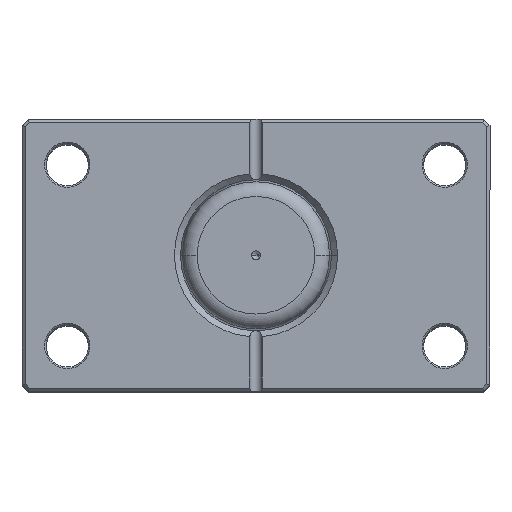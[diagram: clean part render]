
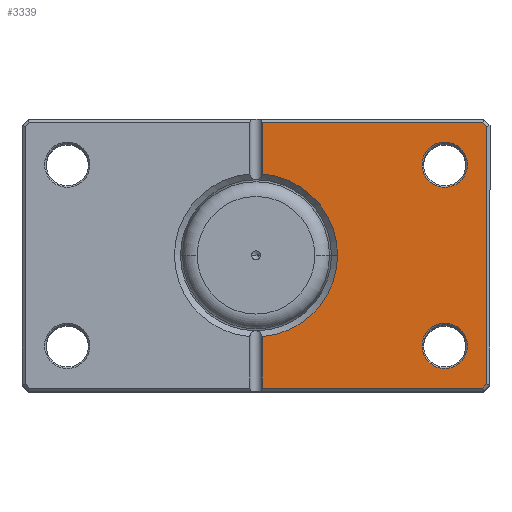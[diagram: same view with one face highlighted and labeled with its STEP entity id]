
A CAD part, top view. The second image highlights one B-rep face of the part: STEP entity #3339.
In plain terms, the highlighted face is planar.
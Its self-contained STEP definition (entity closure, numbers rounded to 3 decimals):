
#4 = EDGE_CURVE ( 'NONE', #3824, #1464, #5059, .T. ) ;
#78 = AXIS2_PLACEMENT_3D ( 'NONE', #3742, #922, #4205 ) ;
#290 = EDGE_CURVE ( 'NONE', #1749, #3354, #4080, .T. ) ;
#392 = DIRECTION ( 'NONE',  ( 0., 0., 1. ) ) ;
#411 = CIRCLE ( 'NONE', #3365, 7.5 ) ;
#503 = CARTESIAN_POINT ( 'NONE',  ( -62.5, 30., 0. ) ) ;
#513 = DIRECTION ( 'NONE',  ( 0., 0., 1. ) ) ;
#655 = EDGE_CURVE ( 'NONE', #3338, #2487, #856, .T. ) ;
#685 = LINE ( 'NONE', #1415, #5559 ) ;
#696 = AXIS2_PLACEMENT_3D ( 'NONE', #1137, #4412, #1599 ) ;
#773 = CIRCLE ( 'NONE', #5211, 27. ) ;
#793 = EDGE_CURVE ( 'NONE', #2487, #3338, #411, .T. ) ;
#812 = CARTESIAN_POINT ( 'NONE',  ( -62.5, 30., 0. ) ) ;
#830 = DIRECTION ( 'NONE',  ( 0., 0., 1. ) ) ;
#844 = DIRECTION ( 'NONE',  ( 1., 0., 0. ) ) ;
#856 = CIRCLE ( 'NONE', #6050, 7.5 ) ;
#866 = CARTESIAN_POINT ( 'NONE',  ( -2., 44., 0. ) ) ;
#878 = VERTEX_POINT ( 'NONE', #2568 ) ;
#922 = DIRECTION ( 'NONE',  ( 0., 0., 1. ) ) ;
#1007 = DIRECTION ( 'NONE',  ( 0., 0., 1. ) ) ;
#1045 = VERTEX_POINT ( 'NONE', #3029 ) ;
#1137 = CARTESIAN_POINT ( 'NONE',  ( 0., 0., 0. ) ) ;
#1296 = EDGE_CURVE ( 'NONE', #3354, #2208, #3706, .T. ) ;
#1321 = DIRECTION ( 'NONE',  ( 0., -1., 0. ) ) ;
#1337 = CARTESIAN_POINT ( 'NONE',  ( -75.086, -44., 0. ) ) ;
#1359 = FACE_BOUND ( 'NONE', #5011, .T. ) ;
#1414 = AXIS2_PLACEMENT_3D ( 'NONE', #3199, #392, #3674 ) ;
#1415 = CARTESIAN_POINT ( 'NONE',  ( -59.543, -59.543, 0. ) ) ;
#1464 = VERTEX_POINT ( 'NONE', #5128 ) ;
#1466 = EDGE_CURVE ( 'NONE', #1464, #6065, #4344, .T. ) ;
#1472 = DIRECTION ( 'NONE',  ( 1., 0., 0. ) ) ;
#1480 = CARTESIAN_POINT ( 'NONE',  ( -55., -30., 0. ) ) ;
#1543 = ORIENTED_EDGE ( 'NONE', *, *, #4, .T. ) ;
#1549 = VERTEX_POINT ( 'NONE', #1655 ) ;
#1578 = VECTOR ( 'NONE', #2738, 1000. ) ;
#1599 = DIRECTION ( 'NONE',  ( 1., 0., 0. ) ) ;
#1624 = AXIS2_PLACEMENT_3D ( 'NONE', #3822, #1007, #4288 ) ;
#1655 = CARTESIAN_POINT ( 'NONE',  ( -27., 0., 0. ) ) ;
#1662 = ORIENTED_EDGE ( 'NONE', *, *, #2950, .T. ) ;
#1701 = DIRECTION ( 'NONE',  ( 0.707, 0.707, 0. ) ) ;
#1702 = VERTEX_POINT ( 'NONE', #3793 ) ;
#1749 = VERTEX_POINT ( 'NONE', #4281 ) ;
#2084 = VECTOR ( 'NONE', #3527, 1000. ) ;
#2208 = VERTEX_POINT ( 'NONE', #3737 ) ;
#2306 = VECTOR ( 'NONE', #1321, 1000. ) ;
#2437 = CARTESIAN_POINT ( 'NONE',  ( -55., 30., 0. ) ) ;
#2459 = FACE_OUTER_BOUND ( 'NONE', #5805, .T. ) ;
#2487 = VERTEX_POINT ( 'NONE', #2437 ) ;
#2568 = CARTESIAN_POINT ( 'NONE',  ( -76.5, 42.586, 0. ) ) ;
#2738 = DIRECTION ( 'NONE',  ( 1., 0., 0. ) ) ;
#2825 = LINE ( 'NONE', #5015, #5195 ) ;
#2950 = EDGE_CURVE ( 'NONE', #2208, #1549, #3052, .T. ) ;
#3029 = CARTESIAN_POINT ( 'NONE',  ( -76.5, -42.586, 0. ) ) ;
#3052 = CIRCLE ( 'NONE', #696, 27. ) ;
#3199 = CARTESIAN_POINT ( 'NONE',  ( 0., 0., 0. ) ) ;
#3214 = ORIENTED_EDGE ( 'NONE', *, *, #5054, .T. ) ;
#3294 = DIRECTION ( 'NONE',  ( -0.707, 0.707, 0. ) ) ;
#3315 = CARTESIAN_POINT ( 'NONE',  ( 0., 0., 0. ) ) ;
#3338 = VERTEX_POINT ( 'NONE', #5006 ) ;
#3339 = ADVANCED_FACE ( 'NONE', ( #3710, #1359, #2459 ), #4586, .F. ) ;
#3354 = VERTEX_POINT ( 'NONE', #866 ) ;
#3365 = AXIS2_PLACEMENT_3D ( 'NONE', #812, #830, #844 ) ;
#3411 = CIRCLE ( 'NONE', #78, 7.5 ) ;
#3434 = ORIENTED_EDGE ( 'NONE', *, *, #290, .T. ) ;
#3477 = ORIENTED_EDGE ( 'NONE', *, *, #793, .T. ) ;
#3513 = EDGE_CURVE ( 'NONE', #1549, #3824, #773, .T. ) ;
#3527 = DIRECTION ( 'NONE',  ( 0., 1., 0. ) ) ;
#3665 = CARTESIAN_POINT ( 'NONE',  ( -2., 45., 0. ) ) ;
#3674 = DIRECTION ( 'NONE',  ( 1., 0., 0. ) ) ;
#3706 = LINE ( 'NONE', #3665, #2306 ) ;
#3710 = FACE_BOUND ( 'NONE', #4403, .T. ) ;
#3737 = CARTESIAN_POINT ( 'NONE',  ( -2., 26.926, 0. ) ) ;
#3742 = CARTESIAN_POINT ( 'NONE',  ( -62.5, -30., 0. ) ) ;
#3756 = EDGE_CURVE ( 'NONE', #1045, #878, #5713, .T. ) ;
#3791 = VECTOR ( 'NONE', #4090, 1000. ) ;
#3793 = CARTESIAN_POINT ( 'NONE',  ( -70., -30., 0. ) ) ;
#3798 = DIRECTION ( 'NONE',  ( 1., 0., 0. ) ) ;
#3822 = CARTESIAN_POINT ( 'NONE',  ( -62.5, -30., 0. ) ) ;
#3824 = VERTEX_POINT ( 'NONE', #5033 ) ;
#4080 = LINE ( 'NONE', #5323, #1578 ) ;
#4090 = DIRECTION ( 'NONE',  ( 0., -1., 0. ) ) ;
#4131 = DIRECTION ( 'NONE',  ( -1., 0., 0. ) ) ;
#4196 = EDGE_CURVE ( 'NONE', #6065, #1045, #685, .T. ) ;
#4205 = DIRECTION ( 'NONE',  ( 1., 0., 0. ) ) ;
#4281 = CARTESIAN_POINT ( 'NONE',  ( -75.086, 44., 0. ) ) ;
#4288 = DIRECTION ( 'NONE',  ( 1., 0., 0. ) ) ;
#4344 = LINE ( 'NONE', #5611, #5463 ) ;
#4391 = ORIENTED_EDGE ( 'NONE', *, *, #3756, .T. ) ;
#4403 = EDGE_LOOP ( 'NONE', ( #3214, #5941 ) ) ;
#4412 = DIRECTION ( 'NONE',  ( 0., 0., 1. ) ) ;
#4479 = CARTESIAN_POINT ( 'NONE',  ( -76.5, 0., 0. ) ) ;
#4528 = ORIENTED_EDGE ( 'NONE', *, *, #3513, .T. ) ;
#4586 = PLANE ( 'NONE',  #1414 ) ;
#4757 = DIRECTION ( 'NONE',  ( 0., 0., 1. ) ) ;
#4763 = ORIENTED_EDGE ( 'NONE', *, *, #1296, .T. ) ;
#4880 = EDGE_CURVE ( 'NONE', #5074, #1702, #3411, .T. ) ;
#5006 = CARTESIAN_POINT ( 'NONE',  ( -70., 30., 0. ) ) ;
#5011 = EDGE_LOOP ( 'NONE', ( #5700, #3477 ) ) ;
#5015 = CARTESIAN_POINT ( 'NONE',  ( -59.543, 59.543, 0. ) ) ;
#5033 = CARTESIAN_POINT ( 'NONE',  ( -2., -26.926, 0. ) ) ;
#5054 = EDGE_CURVE ( 'NONE', #1702, #5074, #5351, .T. ) ;
#5059 = LINE ( 'NONE', #5364, #3791 ) ;
#5074 = VERTEX_POINT ( 'NONE', #1480 ) ;
#5128 = CARTESIAN_POINT ( 'NONE',  ( -2., -44., 0. ) ) ;
#5195 = VECTOR ( 'NONE', #1701, 1000. ) ;
#5211 = AXIS2_PLACEMENT_3D ( 'NONE', #3315, #513, #3798 ) ;
#5224 = ORIENTED_EDGE ( 'NONE', *, *, #4196, .T. ) ;
#5323 = CARTESIAN_POINT ( 'NONE',  ( 0., 44., 0. ) ) ;
#5351 = CIRCLE ( 'NONE', #1624, 7.5 ) ;
#5364 = CARTESIAN_POINT ( 'NONE',  ( -2., 45., 0. ) ) ;
#5463 = VECTOR ( 'NONE', #4131, 1000. ) ;
#5559 = VECTOR ( 'NONE', #3294, 1000. ) ;
#5581 = EDGE_CURVE ( 'NONE', #878, #1749, #2825, .T. ) ;
#5611 = CARTESIAN_POINT ( 'NONE',  ( 0., -44., 0. ) ) ;
#5700 = ORIENTED_EDGE ( 'NONE', *, *, #655, .T. ) ;
#5713 = LINE ( 'NONE', #4479, #2084 ) ;
#5746 = ORIENTED_EDGE ( 'NONE', *, *, #1466, .T. ) ;
#5805 = EDGE_LOOP ( 'NONE', ( #4763, #1662, #4528, #1543, #5746, #5224, #4391, #5818, #3434 ) ) ;
#5818 = ORIENTED_EDGE ( 'NONE', *, *, #5581, .T. ) ;
#5941 = ORIENTED_EDGE ( 'NONE', *, *, #4880, .T. ) ;
#6050 = AXIS2_PLACEMENT_3D ( 'NONE', #503, #4757, #1472 ) ;
#6065 = VERTEX_POINT ( 'NONE', #1337 ) ;
